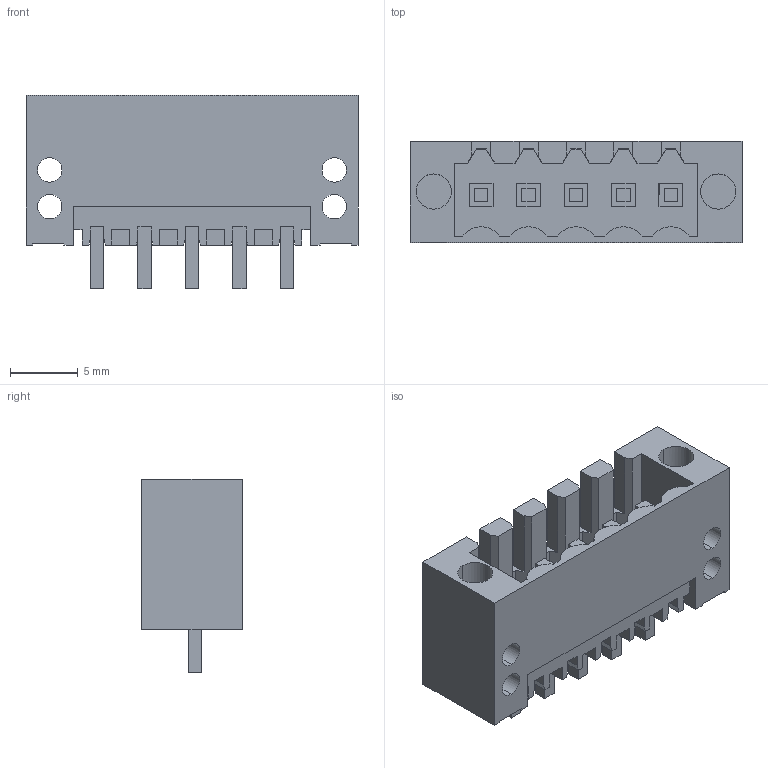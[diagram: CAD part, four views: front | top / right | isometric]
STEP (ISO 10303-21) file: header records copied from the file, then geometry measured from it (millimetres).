
FILE_DESCRIPTION(('CATIA V5 STEP Exchange','CAx-IF Rec.Pracs.--- Model Styling and Organization---1.2---2011-12-15'),'2;1');
FILE_NAME ('D1453301_0_1607530000_1607530000.stp','2018-03-13T07:11:38+00:00',('none'),('Weidmueller'),'CATIA Version 5-6 Release 2014','CATIA V5 STEP AP214','none');
FILE_SCHEMA(('AUTOMOTIVE_DESIGN { 1 0 10303 214 1 1 1 1 }'));
Length unit declared in the file: millimetre
Products named in the file (1): 1607530000
Bounding box: 24.5 x 7.45 x 14.25 mm (x, y, z)
Volume: 912.5 mm3; surface area: 2327.5 mm2
Topology: 6 solids, 6 shells, 371 faces, 1060 edges, 710 vertices
Faces by surface type: plane 344, cylinder 27
Entity records: 11751 total; most frequent: ORIENTED_EDGE 2112, CARTESIAN_POINT 2086, DIRECTION 1579, EDGE_CURVE 1056, VECTOR 1002, LINE 1002, VERTEX_POINT 708, EDGE_LOOP 406
